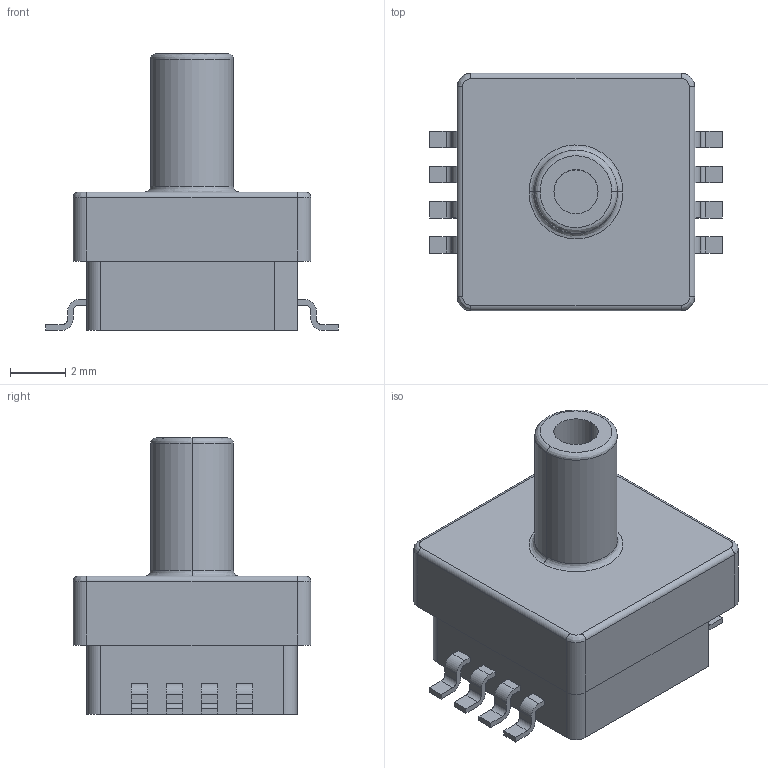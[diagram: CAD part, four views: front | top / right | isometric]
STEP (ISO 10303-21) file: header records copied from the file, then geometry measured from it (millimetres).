
FILE_DESCRIPTION (( 'STEP AP214' ), '1' );
FILE_NAME ('MPXH6115AC6U.STEP', '2023-07-19T10:48:32', ( '' ), ( '' ), 'SwSTEP 2.0', 'SolidWorks 2023', '' );
FILE_SCHEMA (( 'AUTOMOTIVE_DESIGN' ));
Length unit declared in the file: millimetre
Products named in the file (3): User Library-MPXH6115A_Imported; User Library-MPXH6115A_Imported_2; MPXH6115AC6U
Assembly tree (9 placements, depth 2):
  MPXH6115AC6U
    User Library-MPXH6115A_Imported
    User Library-MPXH6115A_Imported_2  x8
Bounding box: 10.6 x 8.6 x 10 mm (x, y, z)
Volume: 348.6 mm3; surface area: 416.7 mm2
Topology: 9 solids, 9 shells, 149 faces, 372 edges, 244 vertices
Faces by surface type: plane 94, cylinder 47, bspline 8
Entity records: 2352 total; most frequent: CARTESIAN_POINT 496, DIRECTION 264, ORIENTED_EDGE 240, EDGE_CURVE 120, AXIS2_PLACEMENT_3D 97, VERTEX_POINT 76, VECTOR 70, LINE 70
